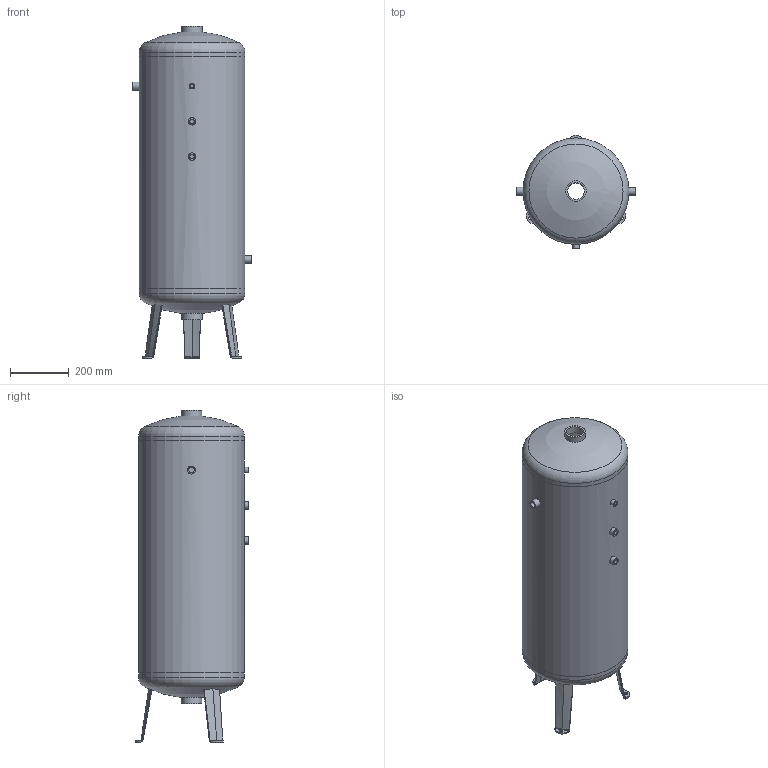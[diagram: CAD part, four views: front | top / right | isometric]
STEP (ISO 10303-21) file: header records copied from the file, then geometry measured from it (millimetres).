
FILE_DESCRIPTION(/* description */ ('','CAx-IF Rec.Pracs.---Representation and Presentation of Product Manufacturing Information (PMI)---3.8---2014-02-18'),/* implementation_level */ '2;1');
FILE_NAME(/* name */ 'MB 030603-1.90.stp',/* time_stamp */ '2022-05-12T09:26:17+02:00',/* author */ ('Marco Ebener'),/* organization */ (''),/* preprocessor_version */ 'ST-DEVELOPER v16.1',/* originating_system */ 'Autodesk Inventor 2016',/* authorisation */ '');
FILE_SCHEMA (('AP242_MANAGED_MODEL_BASED_3D_ENGINEERING_MIM_LF { 1 0 10303 442 1 1 4 }'));
Length unit declared in the file: millimetre
Products named in the file (9): Boden unten; Behälterfuß; Standardmuffe - halbe Länge - G 2; Mantel; Standardmuffe - G 1_2; Standardmuffe - G 1_4; Standardmuffe - G 3_8; Boden oben; MB 030603-1.90
Assembly tree (13 placements, depth 2):
  MB 030603-1.90
    Boden unten
    Behälterfuß  x3
    Standardmuffe - halbe Länge - G 2  x2
    Mantel
    Standardmuffe - G 1_2  x2
    Standardmuffe - G 1_4
    Standardmuffe - G 3_8  x2
    Boden oben
Bounding box: 406.96 x 387.39 x 1129.27 mm (x, y, z)
Volume: 6029225.3 mm3; surface area: 2450162.1 mm2
Topology: 13 solids, 13 shells, 110 faces, 248 edges, 160 vertices
Faces by surface type: cylinder 39, plane 30, bspline 30, sphere 7, torus 4
Full cylindrical faces by diameter (mm): 10 x3, 11.445 x1, 14.95 x2, 18.631 x2, 20 x2, 25 x4, 26.9 x4, 56.656 x2, 70 x4, 350 x3, 360 x3
Entity records: 2231 total; most frequent: CARTESIAN_POINT 869, DIRECTION 254, ORIENTED_EDGE 182, AXIS2_PLACEMENT_3D 119, EDGE_LOOP 114, EDGE_CURVE 91, VERTEX_POINT 75, FACE_OUTER_BOUND 60
